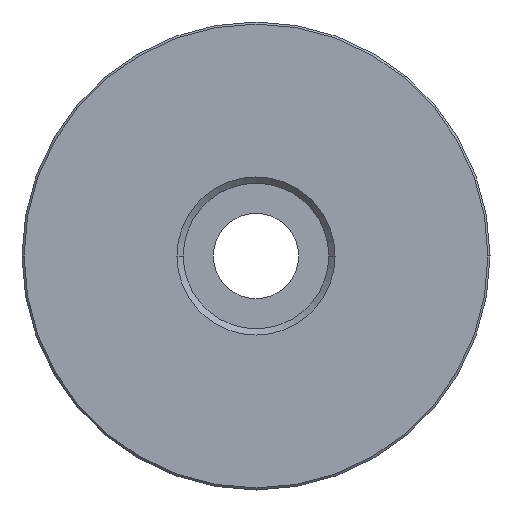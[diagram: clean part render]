
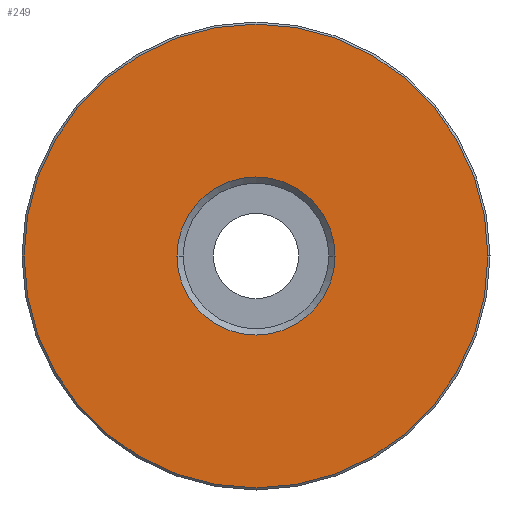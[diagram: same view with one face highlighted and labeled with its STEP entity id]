
A CAD part, front view. The second image highlights one B-rep face of the part: STEP entity #249.
In plain terms, the highlighted planar face has unit normal (0, -1, 0).
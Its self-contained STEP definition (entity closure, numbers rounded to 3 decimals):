
#161 = AXIS2_PLACEMENT_3D ( 'NONE', #2285, #1032, #3571 ) ;
#177 = ORIENTED_EDGE ( 'NONE', *, *, #686, .T. ) ;
#178 = DIRECTION ( 'NONE',  ( 1., 0., 0. ) ) ;
#227 = ORIENTED_EDGE ( 'NONE', *, *, #2167, .T. ) ;
#249 = ADVANCED_FACE ( 'NONE', ( #3446, #4009 ), #1498, .T. ) ;
#398 = VERTEX_POINT ( 'NONE', #2494 ) ;
#559 = CARTESIAN_POINT ( 'NONE',  ( 0., -42.7, 0. ) ) ;
#686 = EDGE_CURVE ( 'NONE', #3312, #786, #2921, .T. ) ;
#786 = VERTEX_POINT ( 'NONE', #2890 ) ;
#850 = AXIS2_PLACEMENT_3D ( 'NONE', #3757, #2800, #2430 ) ;
#867 = DIRECTION ( 'NONE',  ( 1., 0., 0. ) ) ;
#1032 = DIRECTION ( 'NONE',  ( 0., 1., 0. ) ) ;
#1111 = AXIS2_PLACEMENT_3D ( 'NONE', #559, #1878, #867 ) ;
#1124 = CARTESIAN_POINT ( 'NONE',  ( -3.5, -42.7, 0. ) ) ;
#1272 = DIRECTION ( 'NONE',  ( 0., -1., 0. ) ) ;
#1451 = EDGE_CURVE ( 'NONE', #398, #3814, #3457, .T. ) ;
#1496 = CIRCLE ( 'NONE', #1976, 11.15 ) ;
#1498 = PLANE ( 'NONE',  #3593 ) ;
#1525 = DIRECTION ( 'NONE',  ( 0., -1., 0. ) ) ;
#1584 = CARTESIAN_POINT ( 'NONE',  ( 0., -42.7, 0. ) ) ;
#1878 = DIRECTION ( 'NONE',  ( 0., -1., 0. ) ) ;
#1976 = AXIS2_PLACEMENT_3D ( 'NONE', #1584, #1272, #2544 ) ;
#2167 = EDGE_CURVE ( 'NONE', #3814, #398, #3271, .T. ) ;
#2285 = CARTESIAN_POINT ( 'NONE',  ( 0., -42.7, 0. ) ) ;
#2286 = CARTESIAN_POINT ( 'NONE',  ( 11.15, -42.7, 0. ) ) ;
#2430 = DIRECTION ( 'NONE',  ( 1., 0., 0. ) ) ;
#2494 = CARTESIAN_POINT ( 'NONE',  ( 3.8, -42.7, 0. ) ) ;
#2544 = DIRECTION ( 'NONE',  ( 1., 0., 0. ) ) ;
#2678 = CARTESIAN_POINT ( 'NONE',  ( -3.8, -42.7, 0. ) ) ;
#2746 = EDGE_LOOP ( 'NONE', ( #3497, #227 ) ) ;
#2800 = DIRECTION ( 'NONE',  ( 0., 1., 0. ) ) ;
#2890 = CARTESIAN_POINT ( 'NONE',  ( -11.15, -42.7, 0. ) ) ;
#2921 = CIRCLE ( 'NONE', #1111, 11.15 ) ;
#3024 = EDGE_CURVE ( 'NONE', #786, #3312, #1496, .T. ) ;
#3271 = CIRCLE ( 'NONE', #161, 3.8 ) ;
#3312 = VERTEX_POINT ( 'NONE', #2286 ) ;
#3361 = EDGE_LOOP ( 'NONE', ( #3804, #177 ) ) ;
#3446 = FACE_BOUND ( 'NONE', #2746, .T. ) ;
#3457 = CIRCLE ( 'NONE', #850, 3.8 ) ;
#3497 = ORIENTED_EDGE ( 'NONE', *, *, #1451, .T. ) ;
#3571 = DIRECTION ( 'NONE',  ( 1., 0., 0. ) ) ;
#3593 = AXIS2_PLACEMENT_3D ( 'NONE', #1124, #1525, #178 ) ;
#3757 = CARTESIAN_POINT ( 'NONE',  ( 0., -42.7, 0. ) ) ;
#3804 = ORIENTED_EDGE ( 'NONE', *, *, #3024, .T. ) ;
#3814 = VERTEX_POINT ( 'NONE', #2678 ) ;
#4009 = FACE_OUTER_BOUND ( 'NONE', #3361, .T. ) ;
